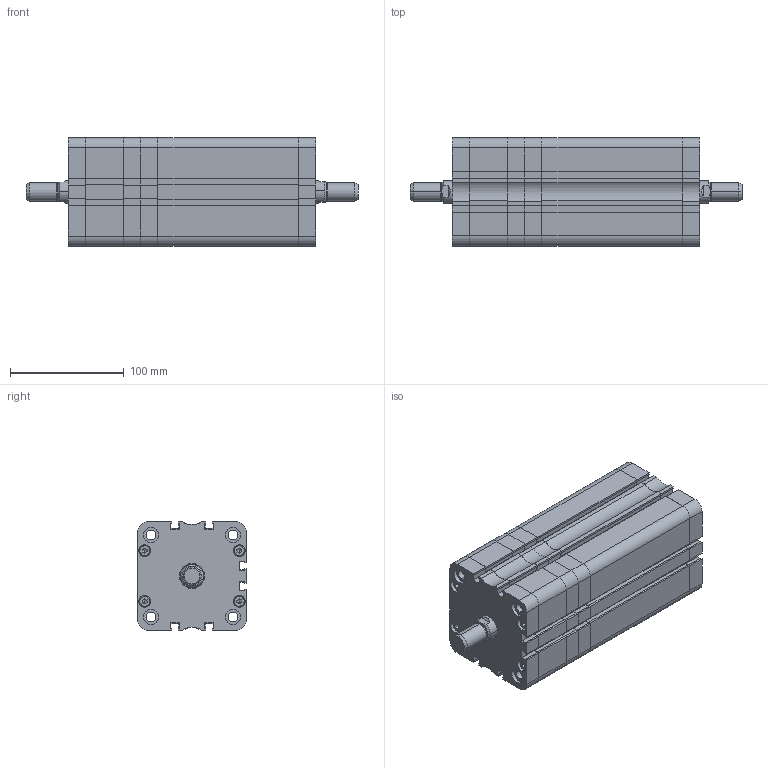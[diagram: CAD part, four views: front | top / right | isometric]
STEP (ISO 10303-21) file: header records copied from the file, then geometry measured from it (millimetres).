
FILE_DESCRIPTION (( 'STEP AP214' ), '1' );
FILE_NAME ('SM_025_080_0100_0010_NP.STEP', '2019-11-25T07:51:36', ( '' ), ( '' ), 'SwSTEP 2.0', 'SolidWorks 2019', '' );
FILE_SCHEMA (( 'AUTOMOTIVE_DESIGN' ));
Length unit declared in the file: millimetre
Products named in the file (25): Tuleja^TANDEM DT - 2_Tuleja - D080; T硂k kpl^TANDEM DT_T坥k kpl - D080; Tuleja^TANDEM DT_Tuleja - D080; socket head thin cap screw_din_DIN 7984 - M10 x 30 --- 25.5N; T³oczysko^TANDEM DT_Tˆoczysko - D080; Kopia Pokrywa ty³^Pokrywa ty³ kpl_TANDEM DT_Smart - Pok tyˆ - D080; T³oczysko^TANDEM DT - 2_Tˆoczysko - D080; SM_025_080_0100_0010_NP; Kopia T硂k^T硂k kpl_TANDEM DT_T坥k - D080; Kopia Tuleja prowadz¹ca^Pokrywa przód kpl_TANDEM DT_Tuleja prowadz¥ca - D080; Kopia SMART - U. typ Oring - pokrywa^Pokrywa ty³ kpl_TANDEM DT_U. typ Oring - D080; Pokrywa ty³ kpl^TANDEM DT_Pok tyˆ - D080; Kopia SMART - U. t³oka wklejana^T³ok kpl_TANDEM DT_U. tˆoka wklejana - D080; socket head thin cap screw_din_DIN 7984 - M6 x 25 --- 22N; Kopia Pierœcieñ prowadz¹cy^T³ok kpl_TANDEM DT_Pier˜cieä prowadz¥cy D080; Pokrywa przód kpl^TANDEM DT_Pokrywa prz¢d kpl - D080; Kopia Magnes^T³ok kpl_TANDEM DT_Magnes D080; Kopia SMART - U. t³oka luŸna^T³ok kpl_TANDEM DT_U. tˆoka lu«na - D080; Kopia SMART - U. typ Oring - pokrywa^Pokrywa przód kpl_TANDEM DT_U. typ Oring - D080; Kopia SMART - U. t硂czyska^Pokrywa prz骴 kpl_TANDEM DT_U. t坥czyska - D080; Kopia Pokrywa prz^Pokrywa prz kpl_TANDEM DT_Smart - Pok prz｢d - D080; Kopia SMART - U. t³oka S^T³ok kpl_TANDEM DT_U. tˆoka S - D080
Assembly tree (52 placements, depth 3):
  SM_025_080_0100_0010_NP
    Pokrywa przód kpl^TANDEM DT_Pokrywa prz¢d kpl - D080
      Kopia Pokrywa prz^Pokrywa prz kpl_TANDEM DT_Smart - Pok prz｢d - D080
      Kopia SMART - U. typ Oring - pokrywa^Pokrywa przód kpl_TANDEM DT_U. typ Oring - D080
      Kopia Tuleja prowadz¹ca^Pokrywa przód kpl_TANDEM DT_Tuleja prowadz¥ca - D080
      Kopia SMART - U. t硂czyska^Pokrywa prz骴 kpl_TANDEM DT_U. t坥czyska - D080
    Tuleja^TANDEM DT_Tuleja - D080
    Pokrywa ty³ kpl^TANDEM DT_Pok tyˆ - D080
      Kopia Pokrywa ty³^Pokrywa ty³ kpl_TANDEM DT_Smart - Pok tyˆ - D080
      Kopia SMART - U. typ Oring - pokrywa^Pokrywa ty³ kpl_TANDEM DT_U. typ Oring - D080
    socket head thin cap screw_din_DIN 7984 - M6 x 25 --- 22N  x16
    T硂k kpl^TANDEM DT_T坥k kpl - D080
      Kopia T硂k^T硂k kpl_TANDEM DT_T坥k - D080
      Kopia Magnes^T³ok kpl_TANDEM DT_Magnes D080
      Kopia Pierœcieñ prowadz¹cy^T³ok kpl_TANDEM DT_Pier˜cieä prowadz¥cy D080
      Kopia SMART - U. t³oka luŸna^T³ok kpl_TANDEM DT_U. tˆoka lu«na - D080
      Kopia SMART - U. t³oka wklejana^T³ok kpl_TANDEM DT_U. tˆoka wklejana - D080
      Kopia SMART - U. t³oka S^T³ok kpl_TANDEM DT_U. tˆoka S - D080
    socket head thin cap screw_din_DIN 7984 - M10 x 30 --- 25.5N  x2
    T³oczysko^TANDEM DT_Tˆoczysko - D080
    Pokrywa przód kpl^TANDEM DT_Pokrywa prz¢d kpl - D080
      Kopia Pokrywa prz^Pokrywa prz kpl_TANDEM DT_Smart - Pok prz｢d - D080
      Kopia SMART - U. typ Oring - pokrywa^Pokrywa przód kpl_TANDEM DT_U. typ Oring - D080
      Kopia Tuleja prowadz¹ca^Pokrywa przód kpl_TANDEM DT_Tuleja prowadz¥ca - D080
      Kopia SMART - U. t硂czyska^Pokrywa prz骴 kpl_TANDEM DT_U. t坥czyska - D080
    Tuleja^TANDEM DT - 2_Tuleja - D080
    Pokrywa ty³ kpl^TANDEM DT_Pok tyˆ - D080
      Kopia Pokrywa ty³^Pokrywa ty³ kpl_TANDEM DT_Smart - Pok tyˆ - D080
      Kopia SMART - U. typ Oring - pokrywa^Pokrywa ty³ kpl_TANDEM DT_U. typ Oring - D080
    T硂k kpl^TANDEM DT_T坥k kpl - D080
      Kopia T硂k^T硂k kpl_TANDEM DT_T坥k - D080
      Kopia Magnes^T³ok kpl_TANDEM DT_Magnes D080
      Kopia Pierœcieñ prowadz¹cy^T³ok kpl_TANDEM DT_Pier˜cieä prowadz¥cy D080
      Kopia SMART - U. t³oka luŸna^T³ok kpl_TANDEM DT_U. tˆoka lu«na - D080
      Kopia SMART - U. t³oka wklejana^T³ok kpl_TANDEM DT_U. tˆoka wklejana - D080
      Kopia SMART - U. t³oka S^T³ok kpl_TANDEM DT_U. tˆoka S - D080
    T³oczysko^TANDEM DT - 2_Tˆoczysko - D080
Bounding box: 292 x 95.5 x 95.5 mm (x, y, z)
Volume: 981556.1 mm3; surface area: 463966 mm2
Topology: 48 solids, 48 shells, 2230 faces, 5562 edges, 3578 vertices
Faces by surface type: plane 1134, cylinder 638, bspline 236, cone 150, torus 72
Entity records: 41193 total; most frequent: CARTESIAN_POINT 12793, ORIENTED_EDGE 5696, DIRECTION 5504, EDGE_CURVE 2848, AXIS2_PLACEMENT_3D 1885, VERTEX_POINT 1874, LINE 1734, VECTOR 1734
